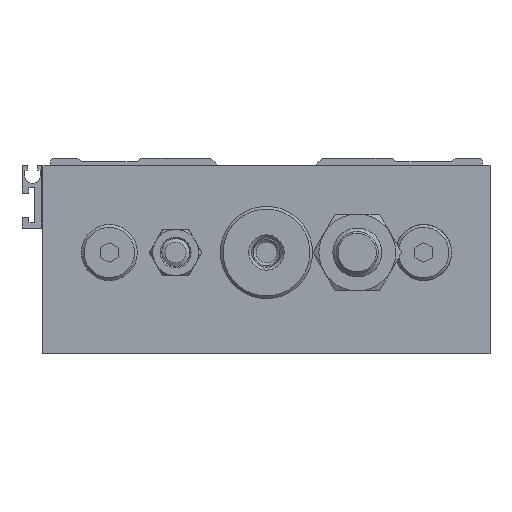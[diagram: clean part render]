
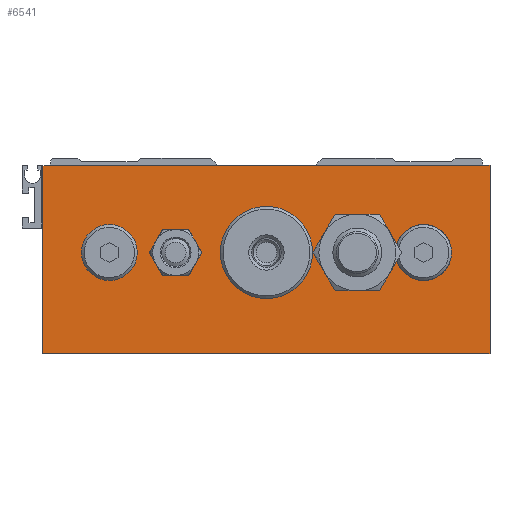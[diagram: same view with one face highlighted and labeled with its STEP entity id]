
A CAD part, left-side view. The second image highlights one B-rep face of the part: STEP entity #6541.
In plain terms, the highlighted planar face has unit normal (-1, 0, 0).
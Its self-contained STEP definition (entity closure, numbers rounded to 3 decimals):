
#5360=CARTESIAN_POINT('',(0.,-37.351,-27.345));
#5361=VERTEX_POINT('Vertex256',#5360);
#5377=CARTESIAN_POINT('',(0.,-37.351,-22.655));
#5378=VERTEX_POINT('Vertex257',#5377);
#5414=CARTESIAN_POINT('',(0.,29.753,-18.5));
#5415=VERTEX_POINT('Vertex258',#5414);
#5425=CARTESIAN_POINT('',(0.,22.247,-18.5));
#5426=VERTEX_POINT('Vertex259',#5425);
#5433=CARTESIAN_POINT('',(0.,26.,-18.5));
#5434=DIRECTION('',(0.,-1.,0.));
#5435=VECTOR('',#5434,1.);
#5436=LINE('nurbsCrv344',#5433,#5435);
#5437=EDGE_CURVE('Edge344',#5415,#5426,#5436,.T.);
#5451=CARTESIAN_POINT('',(0.,18.494,-25.));
#5452=VERTEX_POINT('Vertex260',#5451);
#5459=CARTESIAN_POINT('',(0.,20.371,-21.75));
#5460=DIRECTION('',(0.,-0.5,-0.866));
#5461=VECTOR('',#5460,1.);
#5462=LINE('nurbsCrv346',#5459,#5461);
#5463=EDGE_CURVE('Edge346',#5426,#5452,#5462,.T.);
#5473=CARTESIAN_POINT('',(0.,33.506,-25.));
#5474=VERTEX_POINT('Vertex261',#5473);
#5485=CARTESIAN_POINT('',(0.,31.629,-21.75));
#5486=DIRECTION('',(0.,-0.5,0.866));
#5487=VECTOR('',#5486,1.);
#5488=LINE('nurbsCrv348',#5485,#5487);
#5489=EDGE_CURVE('Edge348',#5474,#5415,#5488,.T.);
#5499=CARTESIAN_POINT('',(0.,22.247,-31.5));
#5500=VERTEX_POINT('Vertex262',#5499);
#5501=CARTESIAN_POINT('',(0.,20.371,-28.25));
#5502=DIRECTION('',(0.,0.5,-0.866));
#5503=VECTOR('',#5502,1.);
#5504=LINE('nurbsCrv349',#5501,#5503);
#5505=EDGE_CURVE('Edge349',#5452,#5500,#5504,.T.);
#5525=CARTESIAN_POINT('',(0.,29.753,-31.5));
#5526=VERTEX_POINT('Vertex263',#5525);
#5537=CARTESIAN_POINT('',(0.,31.629,-28.25));
#5538=DIRECTION('',(0.,0.5,0.866));
#5539=VECTOR('',#5538,1.);
#5540=LINE('nurbsCrv352',#5537,#5539);
#5541=EDGE_CURVE('Edge352',#5526,#5474,#5540,.T.);
#5551=CARTESIAN_POINT('',(0.,26.,-31.5));
#5552=DIRECTION('',(0.,1.,0.));
#5553=VECTOR('',#5552,1.);
#5554=LINE('nurbsCrv353',#5551,#5553);
#5555=EDGE_CURVE('Edge353',#5500,#5526,#5554,.T.);
#5570=CARTESIAN_POINT('',(0.,-32.352,-13.997));
#5571=VERTEX_POINT('Vertex264',#5570);
#5587=CARTESIAN_POINT('',(0.,-34.852,-18.326));
#5588=DIRECTION('',(0.,-0.5,-0.866));
#5589=VECTOR('',#5588,1.);
#5590=LINE('nurbsCrv356',#5587,#5589);
#5591=EDGE_CURVE('Edge356',#5571,#5378,#5590,.T.);
#5601=CARTESIAN_POINT('',(0.,-19.647,
-13.997));
#5602=VERTEX_POINT('Vertex265',#5601);
#5612=CARTESIAN_POINT('',(0.,-26.,
-13.997));
#5613=DIRECTION('',(0.,-1.,0.));
#5614=VECTOR('',#5613,1.);
#5615=LINE('nurbsCrv358',#5612,#5614);
#5616=EDGE_CURVE('Edge358',#5602,#5571,#5615,.T.);
#5628=CARTESIAN_POINT('',(0.,-32.352,-36.003));
#5629=VERTEX_POINT('Vertex266',#5628);
#5636=CARTESIAN_POINT('',(0.,-34.852,-31.674));
#5637=DIRECTION('',(0.,0.5,-0.866));
#5638=VECTOR('',#5637,1.);
#5639=LINE('nurbsCrv360',#5636,#5638);
#5640=EDGE_CURVE('Edge360',#5361,#5629,#5639,.T.);
#5652=CARTESIAN_POINT('',(0.,-19.647,
-36.003));
#5653=VERTEX_POINT('Vertex267',#5652);
#5661=CARTESIAN_POINT('',(0.,-13.295,
-25.));
#5662=VERTEX_POINT('Vertex268',#5661);
#5669=CARTESIAN_POINT('',(0.,-16.471,
-30.501));
#5670=DIRECTION('',(0.,0.5,0.866));
#5671=VECTOR('',#5670,1.);
#5672=LINE('nurbsCrv363',#5669,#5671);
#5673=EDGE_CURVE('Edge363',#5653,#5662,#5672,.T.);
#5686=CARTESIAN_POINT('',(0.,-16.471,
-19.499));
#5687=DIRECTION('',(0.,-0.5,0.866));
#5688=VECTOR('',#5687,1.);
#5689=LINE('nurbsCrv364',#5686,#5688);
#5690=EDGE_CURVE('Edge364',#5662,#5602,#5689,.T.);
#5704=CARTESIAN_POINT('',(0.,-26.,
-36.003));
#5705=DIRECTION('',(0.,1.,0.));
#5706=VECTOR('',#5705,1.);
#5707=LINE('nurbsCrv365',#5704,#5706);
#5708=EDGE_CURVE('Edge365',#5629,#5653,#5707,.T.);
#5727=CARTESIAN_POINT('',(0.,64.,-54.));
#5728=VERTEX_POINT('Vertex270',#5727);
#5735=CARTESIAN_POINT('',(0.,64.,-0.5));
#5736=VERTEX_POINT('Vertex271',#5735);
#5737=CARTESIAN_POINT('',(0.,64.,-27.25));
#5738=DIRECTION('',(0.,0.,-1.));
#5739=VECTOR('',#5738,1.);
#5740=LINE('nurbsCrv368',#5737,#5739);
#5741=EDGE_CURVE('Edge368',#5736,#5728,#5740,.T.);
#5765=CARTESIAN_POINT('',(0.,63.5,0.));
#5766=VERTEX_POINT('Vertex273',#5765);
#5767=CARTESIAN_POINT('',(0.,63.75,-0.25));
#5768=DIRECTION('',(0.,-0.707,0.707));
#5769=VECTOR('',#5768,1.);
#5770=LINE('nurbsCrv371',#5767,#5769);
#5771=EDGE_CURVE('Edge371',#5736,#5766,#5770,.T.);
#6208=CARTESIAN_POINT('',(0.,53.,-25.));
#6209=VERTEX_POINT('Vertex286',#6208);
#6210=CARTESIAN_POINT('',(0.,45.,
-25.));
#6211=DIRECTION('',(1.,0.,0.));
#6212=DIRECTION('',(0.,1.,0.));
#6213=AXIS2_PLACEMENT_3D('',#6210,#6211,#6212);
#6214=CIRCLE('nurbsCrv396',#6213,8.);
#6215=EDGE_CURVE('Edge396',#6209,#6209,#6214,.T.);
#6230=CARTESIAN_POINT('',(0.,-45.,
-25.));
#6231=DIRECTION('',(1.,0.,0.));
#6232=DIRECTION('',(0.,0.956,0.293)
);
#6233=AXIS2_PLACEMENT_3D('',#6230,#6231,#6232);
#6234=CIRCLE('nurbsCrv397',#6233,8.);
#6235=EDGE_CURVE('Edge397',#5378,#5361,#6234,.T.);
#6250=CARTESIAN_POINT('',(0.,13.2,-25.));
#6251=VERTEX_POINT('Vertex287',#6250);
#6252=CARTESIAN_POINT('',(0.,0.,
-25.));
#6253=DIRECTION('',(1.,0.,0.));
#6254=DIRECTION('',(0.,1.,0.));
#6255=AXIS2_PLACEMENT_3D('',#6252,#6253,#6254);
#6256=CIRCLE('nurbsCrv398',#6255,13.2);
#6257=EDGE_CURVE('Edge398',#6251,#6251,#6256,.T.);
#6487=ORIENTED_EDGE('Edgeuse801',*,*,#5771,.F.);
#6488=ORIENTED_EDGE('Edgeuse802',*,*,#5741,.T.);
#6489=CARTESIAN_POINT('',(0.,-64.,-54.));
#6490=VERTEX_POINT('Vertex300',#6489);
#6491=CARTESIAN_POINT('',(0.,0.,-54.));
#6492=DIRECTION('',(0.,1.,0.));
#6493=VECTOR('',#6492,1.);
#6494=LINE('nurbsCrv411',#6491,#6493);
#6495=EDGE_CURVE('Edge411',#6490,#5728,#6494,.T.);
#6496=ORIENTED_EDGE('Edgeuse803',*,*,#6495,.F.);
#6497=CARTESIAN_POINT('',(0.,-64.,0.));
#6498=VERTEX_POINT('Vertex301',#6497);
#6499=CARTESIAN_POINT('',(0.,-64.,-27.));
#6500=DIRECTION('',(0.,0.,1.));
#6501=VECTOR('',#6500,1.);
#6502=LINE('nurbsCrv412',#6499,#6501);
#6503=EDGE_CURVE('Edge412',#6490,#6498,#6502,.T.);
#6504=ORIENTED_EDGE('Edgeuse804',*,*,#6503,.T.);
#6505=CARTESIAN_POINT('',(0.,-0.25,0.));
#6506=DIRECTION('',(0.,1.,0.));
#6507=VECTOR('',#6506,1.);
#6508=LINE('nurbsCrv413',#6505,#6507);
#6509=EDGE_CURVE('Edge413',#6498,#5766,#6508,.T.);
#6510=ORIENTED_EDGE('Edgeuse805',*,*,#6509,.T.);
#6511=EDGE_LOOP('',(#6487,#6488,#6496,#6504,#6510));
#6512=FACE_OUTER_BOUND('',#6511,.T.);
#6513=ORIENTED_EDGE('Edgeuse806',*,*,#5555,.T.);
#6514=ORIENTED_EDGE('Edgeuse807',*,*,#5541,.T.);
#6515=ORIENTED_EDGE('Edgeuse808',*,*,#5489,.T.);
#6516=ORIENTED_EDGE('Edgeuse809',*,*,#5437,.T.);
#6517=ORIENTED_EDGE('Edgeuse810',*,*,#5463,.T.);
#6518=ORIENTED_EDGE('Edgeuse811',*,*,#5505,.T.);
#6519=EDGE_LOOP('',(#6513,#6514,#6515,#6516,#6517,#6518));
#6520=FACE_BOUND('',#6519,.T.);
#6521=ORIENTED_EDGE('Edgeuse792',*,*,#6257,.T.);
#6522=EDGE_LOOP('',(#6521));
#6523=FACE_BOUND('',#6522,.T.);
#6524=ORIENTED_EDGE('Edgeuse793',*,*,#6215,.T.);
#6525=EDGE_LOOP('',(#6524));
#6526=FACE_BOUND('',#6525,.T.);
#6527=ORIENTED_EDGE('Edgeuse794',*,*,#5640,.T.);
#6528=ORIENTED_EDGE('Edgeuse795',*,*,#5708,.T.);
#6529=ORIENTED_EDGE('Edgeuse796',*,*,#5673,.T.);
#6530=ORIENTED_EDGE('Edgeuse797',*,*,#5690,.T.);
#6531=ORIENTED_EDGE('Edgeuse798',*,*,#5616,.T.);
#6532=ORIENTED_EDGE('Edgeuse799',*,*,#5591,.T.);
#6533=ORIENTED_EDGE('Edgeuse800',*,*,#6235,.T.);
#6534=EDGE_LOOP('',(#6527,#6528,#6529,#6530,#6531,#6532,#6533));
#6535=FACE_BOUND('',#6534,.T.);
#6536=CARTESIAN_POINT('',(0.,0.,-27.));
#6537=DIRECTION('',(-1.,0.,0.));
#6538=DIRECTION('',(0.,0.,1.));
#6539=AXIS2_PLACEMENT_3D('',#6536,#6537,#6538);
#6540=PLANE('nurbsSrf197',#6539);
#6541=ADVANCED_FACE('Face197',(#6512,#6520,#6523,#6526,#6535),#6540,.T.);
